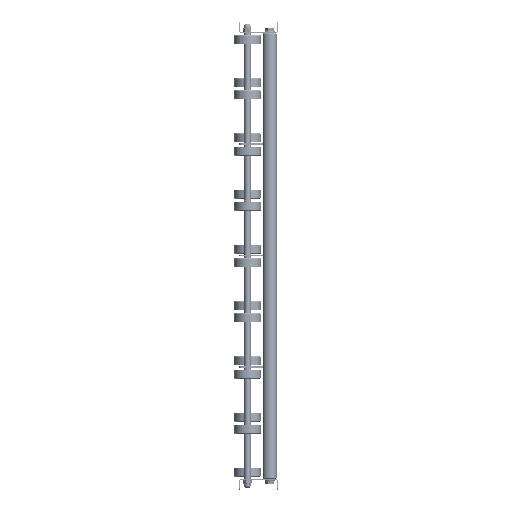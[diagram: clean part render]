
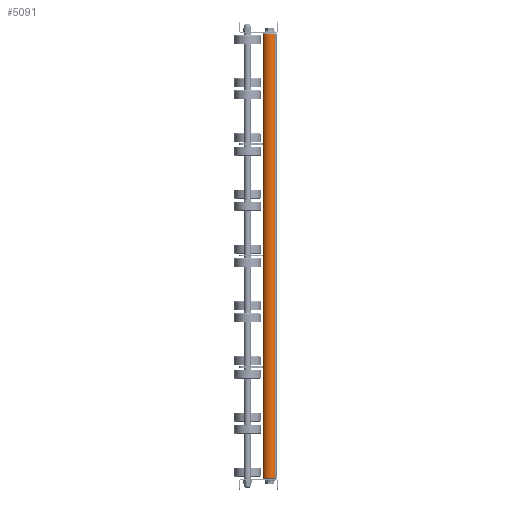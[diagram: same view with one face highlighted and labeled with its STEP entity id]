
A CAD part, left-side view. The second image highlights one B-rep face of the part: STEP entity #5091.
In plain terms, the highlighted cylindrical face has radius 12.5 mm (diameter 25 mm), a partial arc.
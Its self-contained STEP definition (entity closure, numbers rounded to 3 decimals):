
#483 = DIRECTION ( 'NONE',  ( 1., 0., 0. ) ) ;
#636 = EDGE_CURVE ( 'NONE', #12356, #28211, #27926, .T. ) ;
#2791 = DIRECTION ( 'NONE',  ( -1., 0., 0. ) ) ;
#3411 = CARTESIAN_POINT ( 'NONE',  ( 800., 0., 12.5 ) ) ;
#3510 = EDGE_LOOP ( 'NONE', ( #9711, #25484, #25900, #9106 ) ) ;
#4072 = EDGE_CURVE ( 'NONE', #28211, #13867, #23973, .T. ) ;
#5091 = ADVANCED_FACE ( 'NONE', ( #12449 ), #14980, .T. ) ;
#6512 = AXIS2_PLACEMENT_3D ( 'NONE', #28761, #26528, #8128 ) ;
#8128 = DIRECTION ( 'NONE',  ( 0., 0., 1. ) ) ;
#9106 = ORIENTED_EDGE ( 'NONE', *, *, #4072, .T. ) ;
#9472 = CARTESIAN_POINT ( 'NONE',  ( 800., 0., -12.5 ) ) ;
#9711 = ORIENTED_EDGE ( 'NONE', *, *, #14276, .F. ) ;
#10333 = CARTESIAN_POINT ( 'NONE',  ( 799., 0., 12.5 ) ) ;
#10696 = AXIS2_PLACEMENT_3D ( 'NONE', #21535, #13049, #15005 ) ;
#11328 = CARTESIAN_POINT ( 'NONE',  ( 799., 0., -12.5 ) ) ;
#12356 = VERTEX_POINT ( 'NONE', #10333 ) ;
#12449 = FACE_OUTER_BOUND ( 'NONE', #3510, .T. ) ;
#13049 = DIRECTION ( 'NONE',  ( -1., 0., 0. ) ) ;
#13867 = VERTEX_POINT ( 'NONE', #14271 ) ;
#14271 = CARTESIAN_POINT ( 'NONE',  ( 1., 0., -12.5 ) ) ;
#14276 = EDGE_CURVE ( 'NONE', #24314, #13867, #20775, .T. ) ;
#14464 = DIRECTION ( 'NONE',  ( 0., 0., -1. ) ) ;
#14977 = AXIS2_PLACEMENT_3D ( 'NONE', #23077, #483, #14464 ) ;
#14980 = CYLINDRICAL_SURFACE ( 'NONE', #6512, 12.5 ) ;
#15005 = DIRECTION ( 'NONE',  ( 0., 0., -1. ) ) ;
#15780 = VECTOR ( 'NONE', #16664, 1000. ) ;
#16664 = DIRECTION ( 'NONE',  ( -1., 0., 0. ) ) ;
#18062 = CARTESIAN_POINT ( 'NONE',  ( 1., 0., 12.5 ) ) ;
#18768 = CIRCLE ( 'NONE', #10696, 12.5 ) ;
#20775 = LINE ( 'NONE', #9472, #22694 ) ;
#21535 = CARTESIAN_POINT ( 'NONE',  ( 799., 0., 0. ) ) ;
#22694 = VECTOR ( 'NONE', #2791, 1000. ) ;
#23077 = CARTESIAN_POINT ( 'NONE',  ( 1., 0., 0. ) ) ;
#23309 = EDGE_CURVE ( 'NONE', #24314, #12356, #18768, .T. ) ;
#23973 = CIRCLE ( 'NONE', #14977, 12.5 ) ;
#24314 = VERTEX_POINT ( 'NONE', #11328 ) ;
#25484 = ORIENTED_EDGE ( 'NONE', *, *, #23309, .T. ) ;
#25900 = ORIENTED_EDGE ( 'NONE', *, *, #636, .T. ) ;
#26528 = DIRECTION ( 'NONE',  ( -1., 0., 0. ) ) ;
#27926 = LINE ( 'NONE', #3411, #15780 ) ;
#28211 = VERTEX_POINT ( 'NONE', #18062 ) ;
#28761 = CARTESIAN_POINT ( 'NONE',  ( 800., 0., 0. ) ) ;
